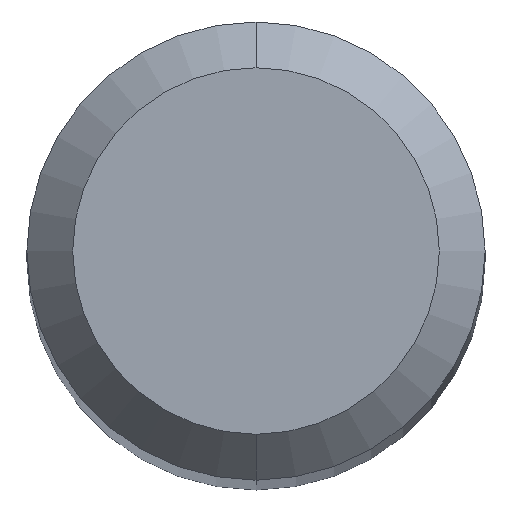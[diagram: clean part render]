
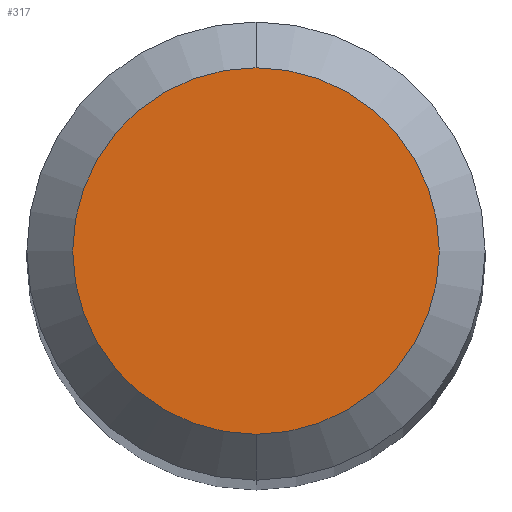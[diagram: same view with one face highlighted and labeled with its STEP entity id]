
A CAD part, top view. The second image highlights one B-rep face of the part: STEP entity #317.
In plain terms, the highlighted planar face has unit normal (0, 0, 1).
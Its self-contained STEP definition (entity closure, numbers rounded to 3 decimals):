
#273=VERTEX_POINT('',#576);
#295=EDGE_CURVE('',#273,#437,#600,.T.);
#317=ADVANCED_FACE('',(#625),#626,.T.);
#403=EDGE_CURVE('',#437,#273,#719,.T.);
#437=VERTEX_POINT('',#756);
#576=CARTESIAN_POINT('',(0.,-1.2,0.0));
#600=CIRCLE('',#1089,1.2);
#625=FACE_OUTER_BOUND('',#1121,.T.);
#626=PLANE('',#1122);
#719=CIRCLE('',#1310,1.2);
#756=CARTESIAN_POINT('',(0.0,1.2,0.0));
#1089=AXIS2_PLACEMENT_3D('',#1533,#1534,#1535);
#1121=EDGE_LOOP('',(#1567,#1568));
#1122=AXIS2_PLACEMENT_3D('',#1569,#1570,#1571);
#1310=AXIS2_PLACEMENT_3D('',#1675,#1676,#1677);
#1533=CARTESIAN_POINT('',(0.0,0.0,0.0));
#1534=DIRECTION('',(0.0,0.0,-1.0));
#1535=DIRECTION('',(0.0,1.0,0.0));
#1567=ORIENTED_EDGE('',*,*,#403,.F.);
#1568=ORIENTED_EDGE('',*,*,#295,.F.);
#1569=CARTESIAN_POINT('',(0.0,0.6,0.0));
#1570=DIRECTION('',(-0.0,0.0,1.0));
#1571=DIRECTION('',(0.0,-1.0,0.0));
#1675=CARTESIAN_POINT('',(0.0,0.0,0.0));
#1676=DIRECTION('',(0.0,0.0,-1.0));
#1677=DIRECTION('',(0.0,1.0,0.0));
